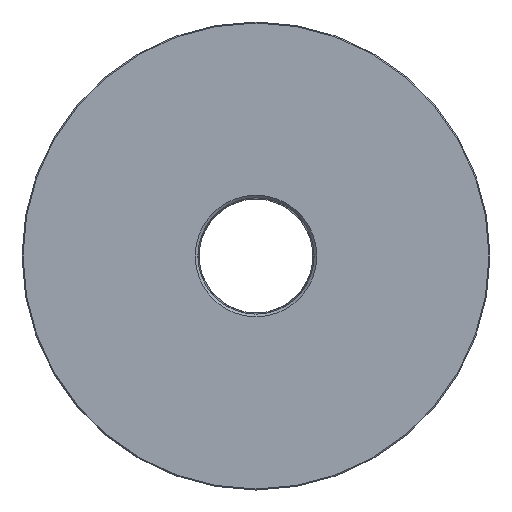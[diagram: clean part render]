
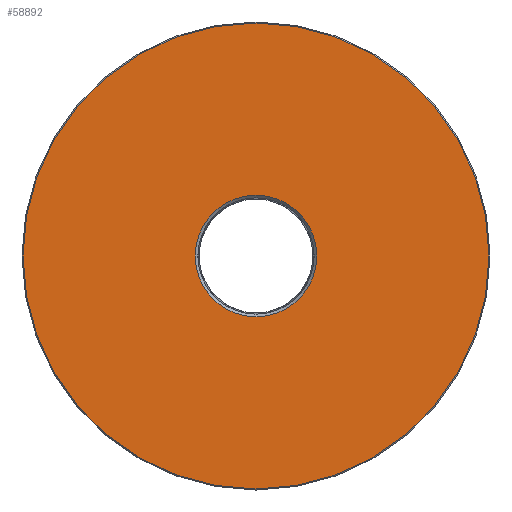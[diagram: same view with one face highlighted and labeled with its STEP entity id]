
A CAD part, front view. The second image highlights one B-rep face of the part: STEP entity #58892.
In plain terms, the highlighted planar face has unit normal (0, -1, 0).
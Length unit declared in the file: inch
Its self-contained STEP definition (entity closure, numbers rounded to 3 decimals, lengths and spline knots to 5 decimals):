
#58841=CARTESIAN_POINT('',(4.5425,0.,0.));
#58842=VERTEX_POINT('',#58841);
#58843=CARTESIAN_POINT('',(0.0,0.,0.0));
#58844=DIRECTION('',(0.0,1.0,0.0));
#58845=DIRECTION('',(-1.0,0.0,0.0));
#58846=AXIS2_PLACEMENT_3D('',#58843,#58844,#58845);
#58847=CIRCLE('',#58846,4.5425);
#58848=EDGE_CURVE('',#58842,#58842,#58847,.T.);
#58873=CARTESIAN_POINT('',(2.84866,0.,0.0));
#58874=DIRECTION('',(0.0,-1.0,0.0));
#58875=DIRECTION('',(0.0,0.0,-1.0));
#58876=AXIS2_PLACEMENT_3D('',#58873,#58874,#58875);
#58877=PLANE('',#58876);
#58878=ORIENTED_EDGE('',*,*,#58848,.F.);
#58879=EDGE_LOOP('',(#58878));
#58880=FACE_OUTER_BOUND('',#58879,.T.);
#58881=CARTESIAN_POINT('',(1.18483,0.0,0.));
#58882=VERTEX_POINT('',#58881);
#58883=CARTESIAN_POINT('',(0.0,0.0,0.0));
#58884=DIRECTION('',(0.0,-1.0,0.0));
#58885=DIRECTION('',(-1.0,0.0,0.0));
#58886=AXIS2_PLACEMENT_3D('',#58883,#58884,#58885);
#58887=CIRCLE('',#58886,1.18483);
#58888=EDGE_CURVE('',#58882,#58882,#58887,.T.);
#58889=ORIENTED_EDGE('',*,*,#58888,.F.);
#58890=EDGE_LOOP('',(#58889));
#58891=FACE_BOUND('',#58890,.T.);
#58892=ADVANCED_FACE('',(#58880,#58891),#58877,.T.);
